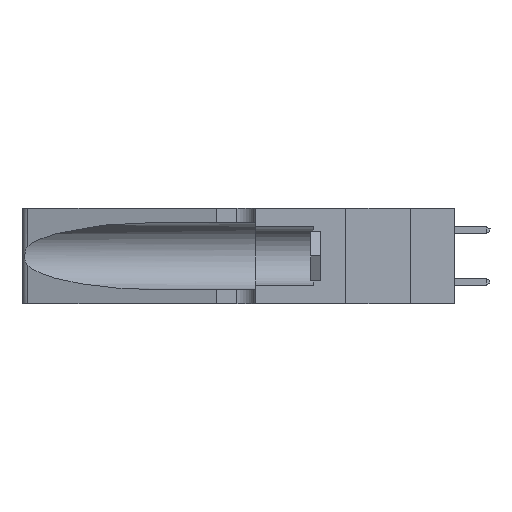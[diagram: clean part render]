
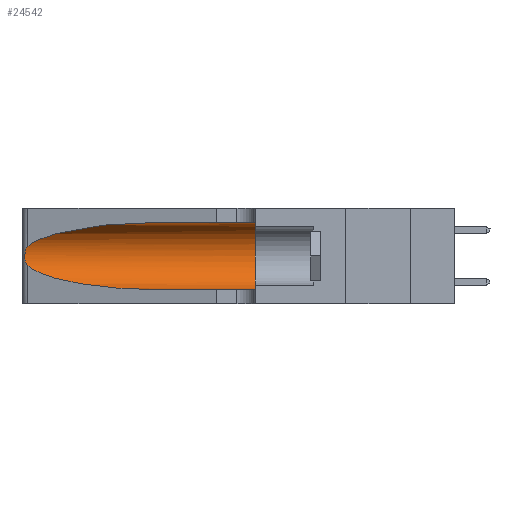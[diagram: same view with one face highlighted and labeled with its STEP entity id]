
A CAD part, left-side view. The second image highlights one B-rep face of the part: STEP entity #24542.
In plain terms, the highlighted cylindrical face has radius 3.308 mm (diameter 6.617 mm), a partial arc.
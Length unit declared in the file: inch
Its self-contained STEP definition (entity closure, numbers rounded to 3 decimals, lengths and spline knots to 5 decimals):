
#573 = CARTESIAN_POINT ( 'NONE',  ( 0.25639, 1.23184, 0.21858 ) ) ;
#744 = ORIENTED_EDGE ( 'NONE', *, *, #27166, .F. ) ;
#856 = CARTESIAN_POINT ( 'NONE',  ( 0.25856, 1.23593, 0.16098 ) ) ;
#1302 = DIRECTION ( 'NONE',  ( 0., -1., 0. ) ) ;
#2304 = AXIS2_PLACEMENT_3D ( 'NONE', #19046, #41978, #22327 ) ;
#2428 = VERTEX_POINT ( 'NONE', #4378 ) ;
#3263 = CARTESIAN_POINT ( 'NONE',  ( 0.1305, 1.61858, 0.05475 ) ) ;
#3754 = EDGE_CURVE ( 'NONE', #13573, #38343, #15440, .T. ) ;
#4138 = CARTESIAN_POINT ( 'NONE',  ( 0.25639, 1.23186, 0.15144 ) ) ;
#4378 = CARTESIAN_POINT ( 'NONE',  ( 0.1305, 0.35, 0.05475 ) ) ;
#4889 = CARTESIAN_POINT ( 'NONE',  ( 0.1305, 0.72297, 0.31525 ) ) ;
#5849 = VERTEX_POINT ( 'NONE', #4889 ) ;
#6753 = CYLINDRICAL_SURFACE ( 'NONE', #8269, 0.13025 ) ;
#7471 = CARTESIAN_POINT ( 'NONE',  ( 0.25487, 1.22718, 0.14631 ) ) ;
#8269 = AXIS2_PLACEMENT_3D ( 'NONE', #24179, #1302, #27483 ) ;
#8275 = CARTESIAN_POINT ( 'NONE',  ( 0.1305, 1.61858, 0.31525 ) ) ;
#8415 = ORIENTED_EDGE ( 'NONE', *, *, #19391, .T. ) ;
#8788 = LINE ( 'NONE', #3263, #16435 ) ;
#10622 = CARTESIAN_POINT ( 'NONE',  ( 0.25487, 1.22718, 0.22369 ) ) ;
#10748 = CARTESIAN_POINT ( 'NONE',  ( 0.1305, 0.72297, 0.31525 ) ) ;
#11074 = CARTESIAN_POINT ( 'NONE',  ( 0.1305, 0.72297, 0.05475 ) ) ;
#12089 = LINE ( 'NONE', #8275, #38168 ) ;
#12264 = CARTESIAN_POINT ( 'NONE',  ( 0.18966, 0.96281, 0.05475 ) ) ;
#13573 = VERTEX_POINT ( 'NONE', #34859 ) ;
#13933 = CARTESIAN_POINT ( 'NONE',  ( 0.25854, 1.2359, 0.20912 ) ) ;
#14047 = CARTESIAN_POINT ( 'NONE',  ( 0.2373, 1.15595, 0.28018 ) ) ;
#15299 = CARTESIAN_POINT ( 'NONE',  ( 0.1305, 0.35, 0.31525 ) ) ;
#15440 = B_SPLINE_CURVE_WITH_KNOTS ( 'NONE', 3,
 ( #10622, #26897, #573, #33489, #13933, #36797, #17155, #40101, #20439, #856, #23744, #4138, #27040, #7471 ),
 .UNSPECIFIED., .F., .F.,
 ( 4, 2, 2, 2, 2, 2, 4 ),
 ( 0., 0.00027, 0.00053, 0.00107, 0.0016, 0.00187, 0.00214 ),
 .UNSPECIFIED. ) ;
#16435 = VECTOR ( 'NONE', #32764, 39.37008 ) ;
#16691 =( BOUNDED_CURVE ( )  B_SPLINE_CURVE ( 3, ( #18654, #38282, #12264, #35120 ),
 .UNSPECIFIED., .F., .F. ) 
 B_SPLINE_CURVE_WITH_KNOTS ( ( 4, 4 ),
 ( 3.44316, 4.71239 ),
 .UNSPECIFIED. ) 
 CURVE ( )  GEOMETRIC_REPRESENTATION_ITEM ( )  RATIONAL_B_SPLINE_CURVE ( ( 1., 0.87, 0.87, 1. ) ) 
 REPRESENTATION_ITEM ( '' )  );
#17155 = CARTESIAN_POINT ( 'NONE',  ( 0.26075, 1.23896, 0.19203 ) ) ;
#17628 = ORIENTED_EDGE ( 'NONE', *, *, #38897, .T. ) ;
#18654 = CARTESIAN_POINT ( 'NONE',  ( 0.25487, 1.22718, 0.14631 ) ) ;
#19046 = CARTESIAN_POINT ( 'NONE',  ( 0.1305, 0.35, 0.185 ) ) ;
#19126 = CARTESIAN_POINT ( 'NONE',  ( 0.25487, 1.22718, 0.14631 ) ) ;
#19391 = EDGE_CURVE ( 'NONE', #5849, #13573, #19833, .T. ) ;
#19833 =( BOUNDED_CURVE ( )  B_SPLINE_CURVE ( 3, ( #10748, #33607, #14047, #36908 ),
 .UNSPECIFIED., .F., .T. ) 
 B_SPLINE_CURVE_WITH_KNOTS ( ( 4, 4 ),
 ( 1.5708, 2.84003 ),
 .UNSPECIFIED. ) 
 CURVE ( )  GEOMETRIC_REPRESENTATION_ITEM ( )  RATIONAL_B_SPLINE_CURVE ( ( 1., 0.87, 0.87, 1. ) ) 
 REPRESENTATION_ITEM ( '' )  );
#20439 = CARTESIAN_POINT ( 'NONE',  ( 0.26017, 1.23833, 0.17102 ) ) ;
#22327 = DIRECTION ( 'NONE',  ( 0., 0., 1. ) ) ;
#23744 = CARTESIAN_POINT ( 'NONE',  ( 0.25789, 1.23486, 0.15765 ) ) ;
#24179 = CARTESIAN_POINT ( 'NONE',  ( 0.1305, 1.61858, 0.185 ) ) ;
#24542 = ADVANCED_FACE ( 'NONE', ( #32862 ), #6753, .F. ) ;
#24586 = ORIENTED_EDGE ( 'NONE', *, *, #28163, .F. ) ;
#24947 = EDGE_CURVE ( 'NONE', #30550, #2428, #8788, .T. ) ;
#26897 = CARTESIAN_POINT ( 'NONE',  ( 0.25555, 1.22994, 0.2215 ) ) ;
#27040 = CARTESIAN_POINT ( 'NONE',  ( 0.25555, 1.22993, 0.14849 ) ) ;
#27166 = EDGE_CURVE ( 'NONE', #31443, #2428, #30527, .T. ) ;
#27483 = DIRECTION ( 'NONE',  ( 0., 0., -1. ) ) ;
#27907 = ORIENTED_EDGE ( 'NONE', *, *, #24947, .T. ) ;
#28163 = EDGE_CURVE ( 'NONE', #5849, #31443, #12089, .T. ) ;
#30527 = CIRCLE ( 'NONE', #2304, 0.13025 ) ;
#30550 = VERTEX_POINT ( 'NONE', #11074 ) ;
#31160 = DIRECTION ( 'NONE',  ( 0., -1., 0. ) ) ;
#31443 = VERTEX_POINT ( 'NONE', #15299 ) ;
#32764 = DIRECTION ( 'NONE',  ( 0., -1., 0. ) ) ;
#32862 = FACE_OUTER_BOUND ( 'NONE', #35213, .T. ) ;
#33489 = CARTESIAN_POINT ( 'NONE',  ( 0.25787, 1.23484, 0.2124 ) ) ;
#33607 = CARTESIAN_POINT ( 'NONE',  ( 0.18966, 0.96281, 0.31525 ) ) ;
#34859 = CARTESIAN_POINT ( 'NONE',  ( 0.25487, 1.22718, 0.22369 ) ) ;
#35120 = CARTESIAN_POINT ( 'NONE',  ( 0.1305, 0.72297, 0.05475 ) ) ;
#35213 = EDGE_LOOP ( 'NONE', ( #8415, #38421, #17628, #27907, #744, #24586 ) ) ;
#36797 = CARTESIAN_POINT ( 'NONE',  ( 0.26018, 1.23835, 0.19895 ) ) ;
#36908 = CARTESIAN_POINT ( 'NONE',  ( 0.25487, 1.22718, 0.22369 ) ) ;
#38168 = VECTOR ( 'NONE', #31160, 39.37008 ) ;
#38282 = CARTESIAN_POINT ( 'NONE',  ( 0.2373, 1.15595, 0.08982 ) ) ;
#38343 = VERTEX_POINT ( 'NONE', #19126 ) ;
#38421 = ORIENTED_EDGE ( 'NONE', *, *, #3754, .T. ) ;
#38897 = EDGE_CURVE ( 'NONE', #38343, #30550, #16691, .T. ) ;
#40101 = CARTESIAN_POINT ( 'NONE',  ( 0.26075, 1.23896, 0.178 ) ) ;
#41978 = DIRECTION ( 'NONE',  ( 0., 1., 0. ) ) ;
